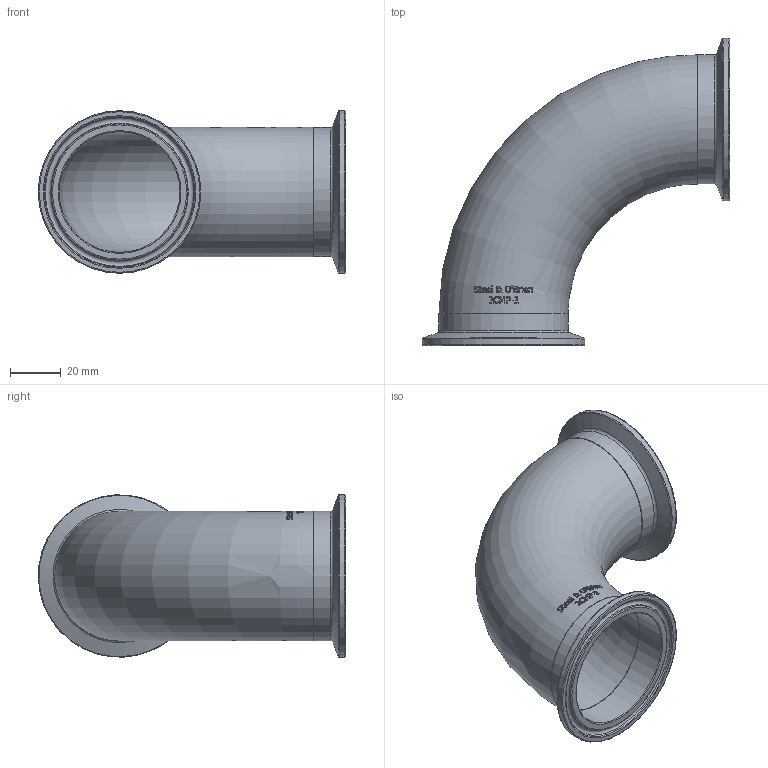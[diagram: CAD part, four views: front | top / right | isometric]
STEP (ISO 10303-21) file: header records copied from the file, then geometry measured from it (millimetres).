
FILE_DESCRIPTION(/* description */ (''),/* implementation_level */ '2;1');
FILE_NAME(/* name */ '2CMP-2.stp',/* time_stamp */ '2019-01-08T16:49:53-05:00',/* author */ ('rick'),/* organization */ (''),/* preprocessor_version */ 'ST-DEVELOPER v15.2',/* originating_system */ 'Autodesk Inventor 2014',/* authorisation */ '');
FILE_SCHEMA (('AUTOMOTIVE_DESIGN { 1 0 10303 214 3 1 1 }'));
Length unit declared in the file: inch
Products named in the file (1): 2CMP-2
Bounding box: 120.85 x 120.82 x 63.91 mm (x, y, z)
Volume: 45201.5 mm3; surface area: 50169.4 mm2
Topology: 1 solids, 1 shells, 355 faces, 930 edges, 612 vertices
Faces by surface type: bspline 165, plane 129, torus 49, cylinder 6, cone 6
Full cylindrical faces by diameter (mm): 47.498 x2, 50.8 x2, 63.906 x2
Entity records: 13925 total; most frequent: CARTESIAN_POINT 6807, ORIENTED_EDGE 1796, EDGE_CURVE 898, DIRECTION 748, VERTEX_POINT 612, B_SPLINE_CURVE_WITH_KNOTS 572, EDGE_LOOP 424, ADVANCED_FACE 355
